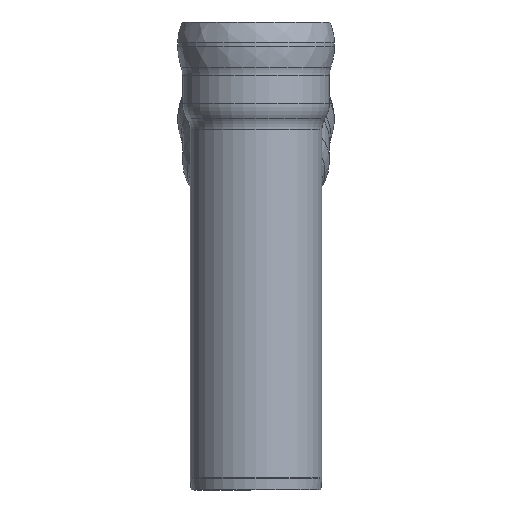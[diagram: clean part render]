
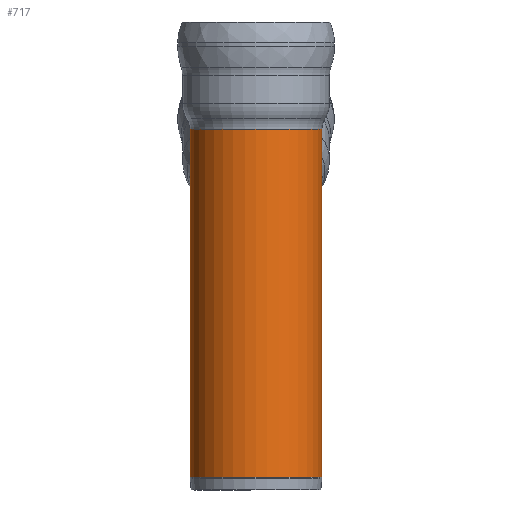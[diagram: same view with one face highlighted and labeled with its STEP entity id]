
A CAD part, left-side view. The second image highlights one B-rep face of the part: STEP entity #717.
In plain terms, the highlighted cylindrical face has radius 265 mm (diameter 530 mm), a full revolution.
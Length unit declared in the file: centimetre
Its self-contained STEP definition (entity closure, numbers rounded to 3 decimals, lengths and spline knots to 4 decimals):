
#40=ELLIPSE('',#770,28.6832,26.5);
#41=ELLIPSE('',#771,69.2478,26.5);
#42=ELLIPSE('',#774,69.2478,26.5);
#43=ELLIPSE('',#775,28.6832,26.5);
#52=CYLINDRICAL_SURFACE('',#769,26.5);
#65=LINE('',#1199,#85);
#66=LINE('',#1205,#86);
#85=VECTOR('',#915,26.5);
#86=VECTOR('',#920,26.5);
#108=FACE_OUTER_BOUND('',#151,.T.);
#151=EDGE_LOOP('',(#480,#481,#482,#483,#484,#485,#486,#487,#488,#489,#490,
#491));
#197=CIRCLE('',#764,26.5);
#198=CIRCLE('',#765,26.5);
#201=CIRCLE('',#772,26.5);
#202=CIRCLE('',#773,26.5);
#281=VERTEX_POINT('',#1187);
#282=VERTEX_POINT('',#1189);
#284=VERTEX_POINT('',#1198);
#285=VERTEX_POINT('',#1200);
#286=VERTEX_POINT('',#1202);
#287=VERTEX_POINT('',#1204);
#288=VERTEX_POINT('',#1206);
#289=VERTEX_POINT('',#1209);
#355=EDGE_CURVE('',#281,#282,#197,.T.);
#356=EDGE_CURVE('',#282,#281,#198,.T.);
#360=EDGE_CURVE('',#282,#284,#65,.T.);
#361=EDGE_CURVE('',#284,#285,#40,.T.);
#362=EDGE_CURVE('',#285,#286,#41,.T.);
#363=EDGE_CURVE('',#286,#287,#66,.T.);
#364=EDGE_CURVE('',#287,#288,#201,.T.);
#365=EDGE_CURVE('',#288,#287,#202,.T.);
#366=EDGE_CURVE('',#286,#289,#42,.T.);
#367=EDGE_CURVE('',#289,#284,#43,.T.);
#480=ORIENTED_EDGE('',*,*,#355,.F.);
#481=ORIENTED_EDGE('',*,*,#356,.F.);
#482=ORIENTED_EDGE('',*,*,#360,.T.);
#483=ORIENTED_EDGE('',*,*,#361,.T.);
#484=ORIENTED_EDGE('',*,*,#362,.T.);
#485=ORIENTED_EDGE('',*,*,#363,.T.);
#486=ORIENTED_EDGE('',*,*,#364,.T.);
#487=ORIENTED_EDGE('',*,*,#365,.T.);
#488=ORIENTED_EDGE('',*,*,#363,.F.);
#489=ORIENTED_EDGE('',*,*,#366,.T.);
#490=ORIENTED_EDGE('',*,*,#367,.T.);
#491=ORIENTED_EDGE('',*,*,#360,.F.);
#717=ADVANCED_FACE('',(#108),#52,.T.);
#764=AXIS2_PLACEMENT_3D('',#1190,#902,#903);
#765=AXIS2_PLACEMENT_3D('',#1191,#904,#905);
#769=AXIS2_PLACEMENT_3D('',#1197,#913,#914);
#770=AXIS2_PLACEMENT_3D('',#1201,#916,#917);
#771=AXIS2_PLACEMENT_3D('',#1203,#918,#919);
#772=AXIS2_PLACEMENT_3D('',#1207,#921,#922);
#773=AXIS2_PLACEMENT_3D('',#1208,#923,#924);
#774=AXIS2_PLACEMENT_3D('',#1210,#925,#926);
#775=AXIS2_PLACEMENT_3D('',#1211,#927,#928);
#902=DIRECTION('center_axis',(0.,0.,-1.));
#903=DIRECTION('ref_axis',(1.,0.,0.));
#904=DIRECTION('center_axis',(0.,0.,-1.));
#905=DIRECTION('ref_axis',(1.,0.,0.));
#913=DIRECTION('center_axis',(0.,0.,-1.));
#914=DIRECTION('ref_axis',(-1.,0.,0.));
#915=DIRECTION('',(0.,0.,1.));
#916=DIRECTION('center_axis',(-0.383,0.,-0.924));
#917=DIRECTION('ref_axis',(-0.924,0.,0.383));
#918=DIRECTION('center_axis',(-0.924,0.,0.383));
#919=DIRECTION('ref_axis',(-0.383,0.,-0.924));
#920=DIRECTION('',(0.,0.,1.));
#921=DIRECTION('center_axis',(0.,0.,-1.));
#922=DIRECTION('ref_axis',(1.,0.,0.));
#923=DIRECTION('center_axis',(0.,0.,-1.));
#924=DIRECTION('ref_axis',(1.,0.,0.));
#925=DIRECTION('center_axis',(-0.924,0.,0.383));
#926=DIRECTION('ref_axis',(-0.383,0.,-0.924));
#927=DIRECTION('center_axis',(-0.383,0.,-0.924));
#928=DIRECTION('ref_axis',(-0.924,0.,0.383));
#1187=CARTESIAN_POINT('',(0.,-26.5,5.1349));
#1189=CARTESIAN_POINT('',(26.5,0.,5.1349));
#1190=CARTESIAN_POINT('Origin',(0.,0.,5.1349));
#1191=CARTESIAN_POINT('Origin',(0.,0.,5.1349));
#1197=CARTESIAN_POINT('Origin',(0.,0.,74.904));
#1198=CARTESIAN_POINT('',(26.5,0.,54.0235));
#1199=CARTESIAN_POINT('',(26.5,0.,74.904));
#1200=CARTESIAN_POINT('',(0.,-26.5,64.9997));
#1201=CARTESIAN_POINT('Origin',(0.,0.,64.9997));
#1202=CARTESIAN_POINT('',(26.5,0.,128.9763));
#1203=CARTESIAN_POINT('Origin',(0.,0.,64.9997));
#1204=CARTESIAN_POINT('',(26.5,0.,144.8696));
#1205=CARTESIAN_POINT('',(26.5,0.,74.904));
#1206=CARTESIAN_POINT('',(0.,-26.5,144.8696));
#1207=CARTESIAN_POINT('Origin',(0.,0.,144.8696));
#1208=CARTESIAN_POINT('Origin',(0.,0.,144.8696));
#1209=CARTESIAN_POINT('',(0.,26.5,64.9997));
#1210=CARTESIAN_POINT('Origin',(0.,0.,64.9997));
#1211=CARTESIAN_POINT('Origin',(0.,0.,64.9997));
